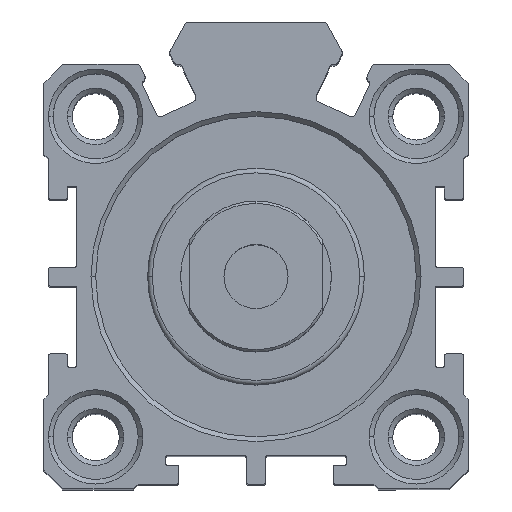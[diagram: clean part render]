
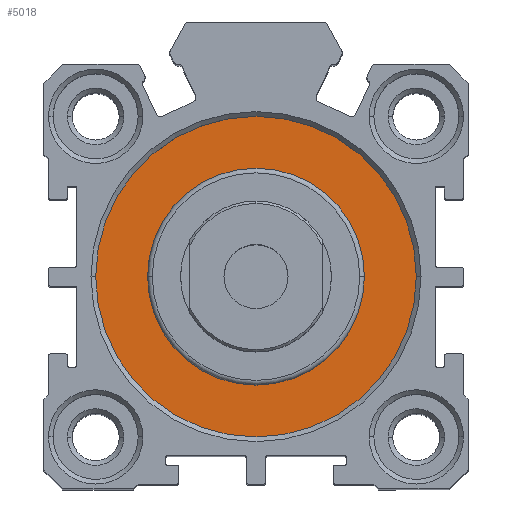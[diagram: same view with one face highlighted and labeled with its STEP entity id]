
A CAD part, top view. The second image highlights one B-rep face of the part: STEP entity #5018.
In plain terms, the highlighted planar face has unit normal (0, 0, 1).
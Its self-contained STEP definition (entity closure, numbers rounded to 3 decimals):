
#147 = CARTESIAN_POINT ( 'NONE',  ( 0., 0., 33.4 ) ) ;
#236 = CARTESIAN_POINT ( 'NONE',  ( -17., 0., 33.4 ) ) ;
#309 = EDGE_CURVE ( 'NONE', #3297, #1961, #7657, .T. ) ;
#489 = CARTESIAN_POINT ( 'NONE',  ( 0., 0., 33.4 ) ) ;
#611 = DIRECTION ( 'NONE',  ( 0., 0., 1. ) ) ;
#770 = EDGE_CURVE ( 'NONE', #5471, #5544, #6142, .T. ) ;
#781 = DIRECTION ( 'NONE',  ( 1., 0., 0. ) ) ;
#950 = ORIENTED_EDGE ( 'NONE', *, *, #4550, .F. ) ;
#1115 = EDGE_LOOP ( 'NONE', ( #5185, #950 ) ) ;
#1116 = DIRECTION ( 'NONE',  ( 1., 0., 0. ) ) ;
#1231 = CARTESIAN_POINT ( 'NONE',  ( 17., 0., 33.4 ) ) ;
#1563 = AXIS2_PLACEMENT_3D ( 'NONE', #3984, #7063, #3394 ) ;
#1664 = AXIS2_PLACEMENT_3D ( 'NONE', #4348, #611, #4963 ) ;
#1712 = ORIENTED_EDGE ( 'NONE', *, *, #3091, .T. ) ;
#1744 = CARTESIAN_POINT ( 'NONE',  ( 0., 0., 33.4 ) ) ;
#1765 = AXIS2_PLACEMENT_3D ( 'NONE', #147, #4519, #781 ) ;
#1961 = VERTEX_POINT ( 'NONE', #1231 ) ;
#2062 = CARTESIAN_POINT ( 'NONE',  ( 11.5, 0., 33.4 ) ) ;
#2382 = DIRECTION ( 'NONE',  ( 1., 0., 0. ) ) ;
#2682 = FACE_BOUND ( 'NONE', #1115, .T. ) ;
#2775 = PLANE ( 'NONE',  #1563 ) ;
#3091 = EDGE_CURVE ( 'NONE', #1961, #3297, #4756, .T. ) ;
#3216 = AXIS2_PLACEMENT_3D ( 'NONE', #1744, #6067, #2382 ) ;
#3297 = VERTEX_POINT ( 'NONE', #236 ) ;
#3394 = DIRECTION ( 'NONE',  ( 1., 0., 0. ) ) ;
#3984 = CARTESIAN_POINT ( 'NONE',  ( 0., 0., 33.4 ) ) ;
#4327 = FACE_OUTER_BOUND ( 'NONE', #6849, .T. ) ;
#4348 = CARTESIAN_POINT ( 'NONE',  ( 0., 0., 33.4 ) ) ;
#4365 = AXIS2_PLACEMENT_3D ( 'NONE', #489, #4843, #1116 ) ;
#4429 = CARTESIAN_POINT ( 'NONE',  ( -11.5, 0., 33.4 ) ) ;
#4519 = DIRECTION ( 'NONE',  ( 0., 0., 1. ) ) ;
#4550 = EDGE_CURVE ( 'NONE', #5544, #5471, #5767, .T. ) ;
#4669 = ORIENTED_EDGE ( 'NONE', *, *, #309, .T. ) ;
#4756 = CIRCLE ( 'NONE', #3216, 17. ) ;
#4843 = DIRECTION ( 'NONE',  ( 0., 0., 1. ) ) ;
#4963 = DIRECTION ( 'NONE',  ( 1., 0., 0. ) ) ;
#5018 = ADVANCED_FACE ( 'NONE', ( #2682, #4327 ), #2775, .T. ) ;
#5185 = ORIENTED_EDGE ( 'NONE', *, *, #770, .F. ) ;
#5471 = VERTEX_POINT ( 'NONE', #4429 ) ;
#5544 = VERTEX_POINT ( 'NONE', #2062 ) ;
#5767 = CIRCLE ( 'NONE', #4365, 11.5 ) ;
#6067 = DIRECTION ( 'NONE',  ( 0., 0., 1. ) ) ;
#6142 = CIRCLE ( 'NONE', #1765, 11.5 ) ;
#6849 = EDGE_LOOP ( 'NONE', ( #1712, #4669 ) ) ;
#7063 = DIRECTION ( 'NONE',  ( 0., 0., 1. ) ) ;
#7657 = CIRCLE ( 'NONE', #1664, 17. ) ;
